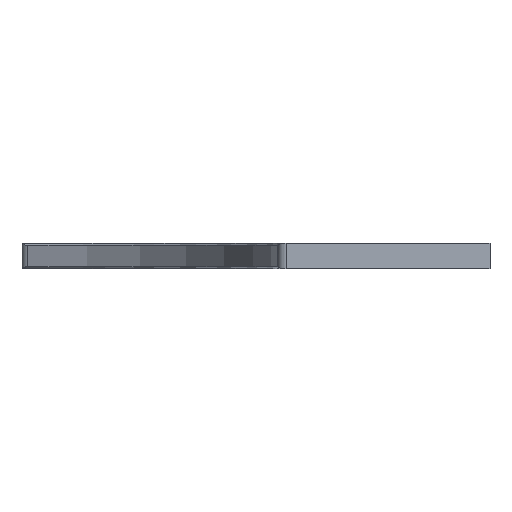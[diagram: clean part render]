
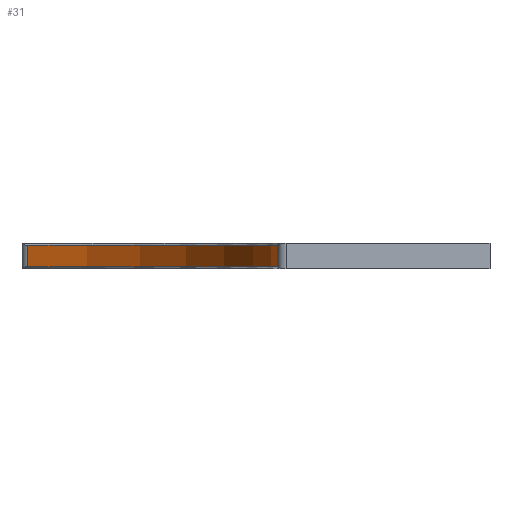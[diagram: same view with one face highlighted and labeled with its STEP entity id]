
A CAD part, front view. The second image highlights one B-rep face of the part: STEP entity #31.
In plain terms, the highlighted cylindrical face has radius 139.827 mm (diameter 279.654 mm), a partial arc.
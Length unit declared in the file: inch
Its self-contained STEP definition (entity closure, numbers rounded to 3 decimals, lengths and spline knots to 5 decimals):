
#23 = LINE ( 'NONE', #255, #995 ) ;
#31 = ADVANCED_FACE ( 'NONE', ( #1207 ), #1337, .F. ) ;
#76 = CIRCLE ( 'NONE', #1343, 5.505 ) ;
#86 = DIRECTION ( 'NONE',  ( 0., 0., 1. ) ) ;
#88 = VERTEX_POINT ( 'NONE', #1130 ) ;
#149 = EDGE_CURVE ( 'NONE', #627, #894, #1100, .T. ) ;
#165 = AXIS2_PLACEMENT_3D ( 'NONE', #601, #372, #828 ) ;
#199 = CARTESIAN_POINT ( 'NONE',  ( 5.50364, 0.12222, -0.031 ) ) ;
#204 = LINE ( 'NONE', #1032, #810 ) ;
#255 = CARTESIAN_POINT ( 'NONE',  ( 1.81696, 5.19651, -0.3735 ) ) ;
#279 = CARTESIAN_POINT ( 'NONE',  ( 0., 0., -0.3735 ) ) ;
#302 = DIRECTION ( 'NONE',  ( 1., 0., 0. ) ) ;
#372 = DIRECTION ( 'NONE',  ( 0., 0., -1. ) ) ;
#413 = DIRECTION ( 'NONE',  ( 1., 0., 0. ) ) ;
#478 = DIRECTION ( 'NONE',  ( 0., 0., -1. ) ) ;
#568 = AXIS2_PLACEMENT_3D ( 'NONE', #279, #1195, #302 ) ;
#601 = CARTESIAN_POINT ( 'NONE',  ( 0., 0., -0.3425 ) ) ;
#627 = VERTEX_POINT ( 'NONE', #1292 ) ;
#644 = ORIENTED_EDGE ( 'NONE', *, *, #782, .T. ) ;
#658 = ORIENTED_EDGE ( 'NONE', *, *, #1120, .T. ) ;
#782 = EDGE_CURVE ( 'NONE', #1324, #88, #76, .T. ) ;
#810 = VECTOR ( 'NONE', #86, 39.37008 ) ;
#828 = DIRECTION ( 'NONE',  ( 1., 0., 0. ) ) ;
#894 = VERTEX_POINT ( 'NONE', #1250 ) ;
#919 = EDGE_LOOP ( 'NONE', ( #1011, #1246, #644, #658 ) ) ;
#995 = VECTOR ( 'NONE', #478, 39.37008 ) ;
#1011 = ORIENTED_EDGE ( 'NONE', *, *, #149, .T. ) ;
#1032 = CARTESIAN_POINT ( 'NONE',  ( 5.50364, 0.12222, -0.3735 ) ) ;
#1100 = CIRCLE ( 'NONE', #165, 5.505 ) ;
#1120 = EDGE_CURVE ( 'NONE', #88, #627, #23, .T. ) ;
#1130 = CARTESIAN_POINT ( 'NONE',  ( 1.81696, 5.19651, -0.031 ) ) ;
#1195 = DIRECTION ( 'NONE',  ( 0., 0., 1. ) ) ;
#1207 = FACE_OUTER_BOUND ( 'NONE', #919, .T. ) ;
#1229 = DIRECTION ( 'NONE',  ( 0., 0., 1. ) ) ;
#1246 = ORIENTED_EDGE ( 'NONE', *, *, #1335, .T. ) ;
#1250 = CARTESIAN_POINT ( 'NONE',  ( 5.50364, 0.12222, -0.3425 ) ) ;
#1292 = CARTESIAN_POINT ( 'NONE',  ( 1.81696, 5.19651, -0.3425 ) ) ;
#1316 = CARTESIAN_POINT ( 'NONE',  ( 0., 0., -0.031 ) ) ;
#1324 = VERTEX_POINT ( 'NONE', #199 ) ;
#1335 = EDGE_CURVE ( 'NONE', #894, #1324, #204, .T. ) ;
#1337 = CYLINDRICAL_SURFACE ( 'NONE', #568, 5.505 ) ;
#1343 = AXIS2_PLACEMENT_3D ( 'NONE', #1316, #1229, #413 ) ;
